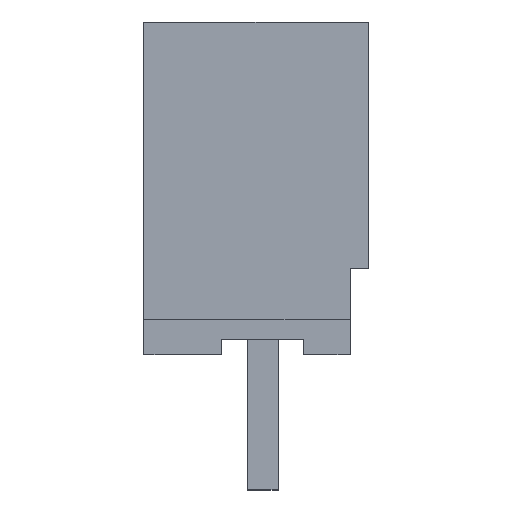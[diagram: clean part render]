
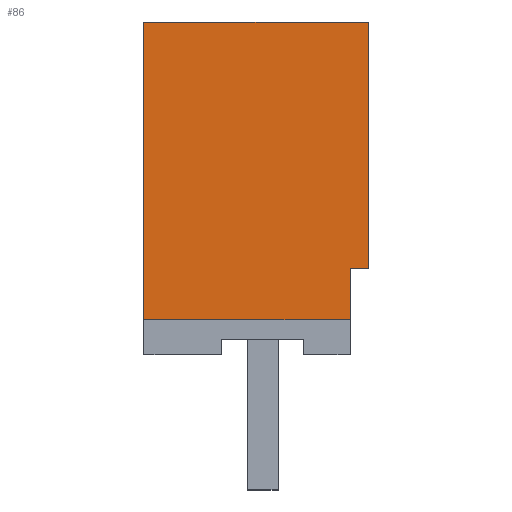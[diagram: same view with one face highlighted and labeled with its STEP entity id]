
A CAD part, left-side view. The second image highlights one B-rep face of the part: STEP entity #86.
In plain terms, the highlighted planar face has unit normal (-1, 0, 0).
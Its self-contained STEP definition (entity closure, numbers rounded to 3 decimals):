
#34=AXIS2_PLACEMENT_3D('Plane Axis2P3D',#31,#32,#33) ;
#31=CARTESIAN_POINT('Axis2P3D Location',(0.,-3.05,4.5)) ;
#36=CARTESIAN_POINT('Line Origine',(0.,0.6,6.5)) ;
#40=CARTESIAN_POINT('Vertex',(0.,0.6,5.65)) ;
#42=CARTESIAN_POINT('Vertex',(0.,0.6,7.35)) ;
#45=CARTESIAN_POINT('Line Origine',(0.,0.3,7.35)) ;
#49=CARTESIAN_POINT('Vertex',(0.,0.,7.35)) ;
#52=CARTESIAN_POINT('Line Origine',(0.,0.,11.45)) ;
#56=CARTESIAN_POINT('Vertex',(0.,0.,15.55)) ;
#59=CARTESIAN_POINT('Line Origine',(0.,3.725,15.55)) ;
#63=CARTESIAN_POINT('Vertex',(0.,7.45,15.55)) ;
#66=CARTESIAN_POINT('Line Origine',(0.,7.45,10.6)) ;
#70=CARTESIAN_POINT('Vertex',(0.,7.45,5.65)) ;
#73=CARTESIAN_POINT('Line Origine',(0.,4.025,5.65)) ;
#32=DIRECTION('Axis2P3D Direction',(-1.,0.,0.)) ;
#33=DIRECTION('Axis2P3D XDirection',(0.,0.,1.)) ;
#37=DIRECTION('Vector Direction',(0.,0.,1.)) ;
#46=DIRECTION('Vector Direction',(0.,1.,0.)) ;
#53=DIRECTION('Vector Direction',(0.,0.,-1.)) ;
#60=DIRECTION('Vector Direction',(0.,-1.,0.)) ;
#67=DIRECTION('Vector Direction',(0.,0.,-1.)) ;
#74=DIRECTION('Vector Direction',(0.,-1.,0.)) ;
#38=VECTOR('Line Direction',#37,1.) ;
#47=VECTOR('Line Direction',#46,1.) ;
#54=VECTOR('Line Direction',#53,1.) ;
#61=VECTOR('Line Direction',#60,1.) ;
#68=VECTOR('Line Direction',#67,1.) ;
#75=VECTOR('Line Direction',#74,1.) ;
#79=ORIENTED_EDGE('',*,*,#44,.T.) ;
#80=ORIENTED_EDGE('',*,*,#51,.F.) ;
#81=ORIENTED_EDGE('',*,*,#58,.T.) ;
#82=ORIENTED_EDGE('',*,*,#65,.T.) ;
#83=ORIENTED_EDGE('',*,*,#72,.T.) ;
#84=ORIENTED_EDGE('',*,*,#77,.T.) ;
#86=ADVANCED_FACE('HOUSING',(#85),#35,.T.) ;
#44=EDGE_CURVE('',#41,#43,#39,.T.) ;
#51=EDGE_CURVE('',#50,#43,#48,.T.) ;
#58=EDGE_CURVE('',#50,#57,#55,.F.) ;
#65=EDGE_CURVE('',#57,#64,#62,.F.) ;
#72=EDGE_CURVE('',#64,#71,#69,.T.) ;
#77=EDGE_CURVE('',#71,#41,#76,.T.) ;
#78=EDGE_LOOP('',(#79,#80,#81,#82,#83,#84)) ;
#85=FACE_OUTER_BOUND('',#78,.T.) ;
#39=LINE('Line',#36,#38) ;
#48=LINE('Line',#45,#47) ;
#55=LINE('Line',#52,#54) ;
#62=LINE('Line',#59,#61) ;
#69=LINE('Line',#66,#68) ;
#76=LINE('Line',#73,#75) ;
#35=PLANE('',#34) ;
#41=VERTEX_POINT('',#40) ;
#43=VERTEX_POINT('',#42) ;
#50=VERTEX_POINT('',#49) ;
#57=VERTEX_POINT('',#56) ;
#64=VERTEX_POINT('',#63) ;
#71=VERTEX_POINT('',#70) ;
